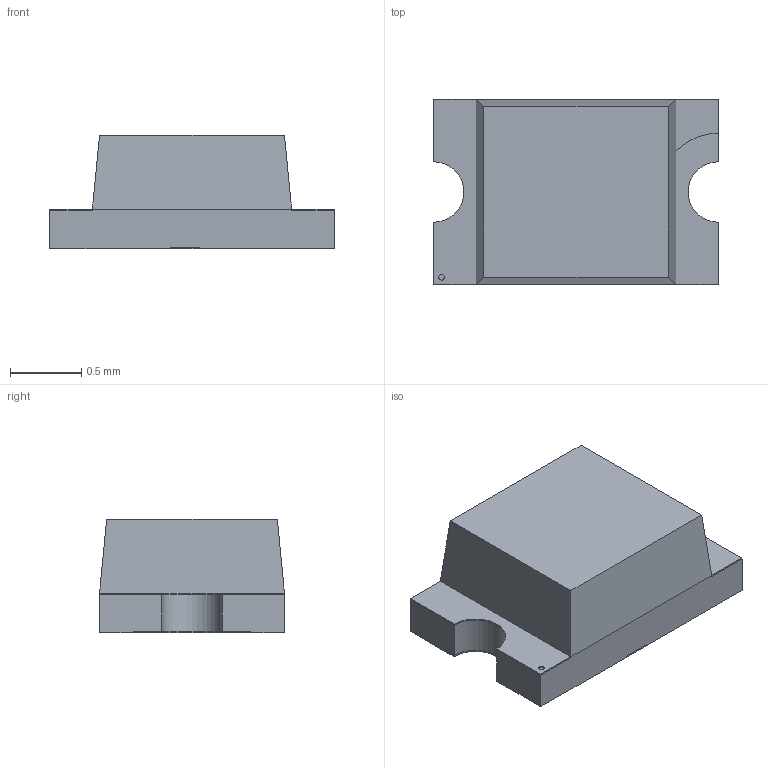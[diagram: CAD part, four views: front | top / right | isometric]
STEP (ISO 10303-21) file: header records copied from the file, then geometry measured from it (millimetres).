
FILE_DESCRIPTION(/* description */ ('Unknown'),/* implementation_level */ '2;1');
FILE_NAME(/* name */ '15408085BA400',/* time_stamp */ '2019-07-30T15:32:07+02:00',/* author */ ('Unknown'),/* organization */ ('Unknown'),/* preprocessor_version */ 'ST-DEVELOPER v16.7',/* originating_system */ 'DEX',/* authorisation */ $);
FILE_SCHEMA (('AUTOMOTIVE_DESIGN {1 0 10303 214 3 1 1}'));
Length unit declared in the file: millimetre
Products named in the file (4): 15408085BA400; Pins; Body; Dome
Assembly tree (3 placements, depth 2):
  15408085BA400
    Pins
    Body
    Dome
Bounding box: 2 x 1.3 x 0.8 mm (x, y, z)
Volume: 1.6 mm3; surface area: 16.8 mm2
Topology: 7 solids, 7 shells, 138 faces, 362 edges, 239 vertices
Faces by surface type: plane 109, cylinder 29
Full cylindrical faces by diameter (mm): 0.038 x1, 0.435 x1
Entity records: 4884 total; most frequent: CARTESIAN_POINT 739, ORIENTED_EDGE 718, DIRECTION 704, EDGE_CURVE 359, LINE 298, VECTOR 298, VERTEX_POINT 238, AXIS2_PLACEMENT_3D 203
